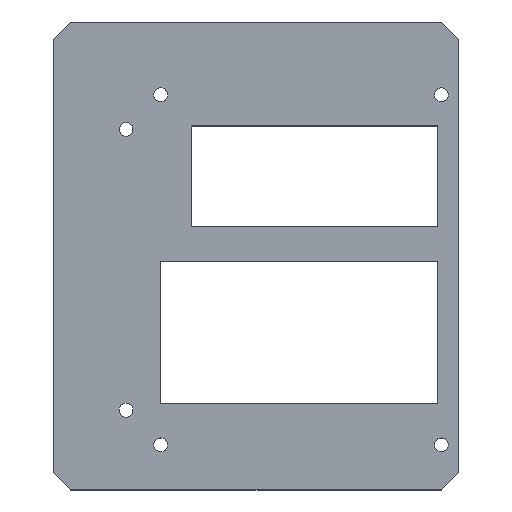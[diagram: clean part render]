
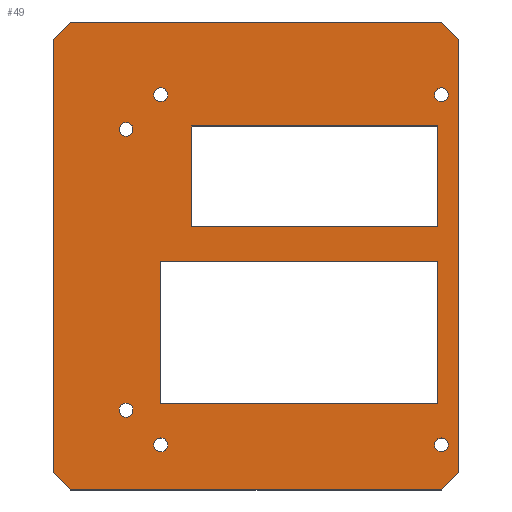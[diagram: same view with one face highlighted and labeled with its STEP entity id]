
A CAD part, top view. The second image highlights one B-rep face of the part: STEP entity #49.
In plain terms, the highlighted planar face has unit normal (0, 0, 1).
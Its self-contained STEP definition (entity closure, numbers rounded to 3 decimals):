
#49=ADVANCED_FACE('',(#95,#97,#99,#101,#103,#105,#107,#109,#111),#113,.T.);
#95=FACE_BOUND('',#96,.T.);
#96=EDGE_LOOP('',(#306,#307,#308,#309,#310,#311,#312,#313));
#97=FACE_BOUND('',#98,.T.);
#98=EDGE_LOOP('',(#314,#315,#316,#317));
#99=FACE_BOUND('',#100,.T.);
#100=EDGE_LOOP('',(#318));
#101=FACE_BOUND('',#102,.T.);
#102=EDGE_LOOP('',(#319));
#103=FACE_BOUND('',#104,.T.);
#104=EDGE_LOOP('',(#320));
#105=FACE_BOUND('',#106,.T.);
#106=EDGE_LOOP('',(#321));
#107=FACE_BOUND('',#108,.T.);
#108=EDGE_LOOP('',(#322));
#109=FACE_BOUND('',#110,.T.);
#110=EDGE_LOOP('',(#323));
#111=FACE_BOUND('',#112,.T.);
#112=EDGE_LOOP('',(#324,#325,#326,#327));
#113=PLANE('',#114);
#114=AXIS2_PLACEMENT_3D('',#115,#116,#117);
#115=CARTESIAN_POINT('',(0.,0.,3.));
#116=DIRECTION('',(0.,0.,1.));
#117=DIRECTION('',(-1.,0.,0.));
#306=ORIENTED_EDGE('',*,*,#426,.F.);
#307=ORIENTED_EDGE('',*,*,#427,.T.);
#308=ORIENTED_EDGE('',*,*,#428,.F.);
#309=ORIENTED_EDGE('',*,*,#429,.T.);
#310=ORIENTED_EDGE('',*,*,#430,.F.);
#311=ORIENTED_EDGE('',*,*,#431,.T.);
#312=ORIENTED_EDGE('',*,*,#432,.F.);
#313=ORIENTED_EDGE('',*,*,#433,.T.);
#314=ORIENTED_EDGE('',*,*,#434,.T.);
#315=ORIENTED_EDGE('',*,*,#435,.T.);
#316=ORIENTED_EDGE('',*,*,#436,.T.);
#317=ORIENTED_EDGE('',*,*,#437,.T.);
#318=ORIENTED_EDGE('',*,*,#438,.T.);
#319=ORIENTED_EDGE('',*,*,#439,.T.);
#320=ORIENTED_EDGE('',*,*,#440,.T.);
#321=ORIENTED_EDGE('',*,*,#441,.T.);
#322=ORIENTED_EDGE('',*,*,#442,.T.);
#323=ORIENTED_EDGE('',*,*,#443,.T.);
#324=ORIENTED_EDGE('',*,*,#444,.T.);
#325=ORIENTED_EDGE('',*,*,#445,.T.);
#326=ORIENTED_EDGE('',*,*,#446,.T.);
#327=ORIENTED_EDGE('',*,*,#447,.T.);
#426=EDGE_CURVE('',#508,#509,#510,.F.);
#427=EDGE_CURVE('',#508,#511,#512,.T.);
#428=EDGE_CURVE('',#513,#511,#514,.F.);
#429=EDGE_CURVE('',#513,#515,#516,.T.);
#430=EDGE_CURVE('',#517,#515,#518,.F.);
#431=EDGE_CURVE('',#517,#519,#520,.T.);
#432=EDGE_CURVE('',#521,#519,#522,.F.);
#433=EDGE_CURVE('',#521,#509,#523,.T.);
#434=EDGE_CURVE('',#524,#525,#526,.F.);
#435=EDGE_CURVE('',#525,#527,#528,.F.);
#436=EDGE_CURVE('',#527,#529,#530,.F.);
#437=EDGE_CURVE('',#529,#524,#531,.F.);
#438=EDGE_CURVE('',#532,#532,#533,.F.);
#439=EDGE_CURVE('',#534,#534,#535,.F.);
#440=EDGE_CURVE('',#536,#536,#537,.F.);
#441=EDGE_CURVE('',#538,#538,#539,.F.);
#442=EDGE_CURVE('',#540,#540,#541,.F.);
#443=EDGE_CURVE('',#542,#542,#543,.F.);
#444=EDGE_CURVE('',#544,#545,#546,.F.);
#445=EDGE_CURVE('',#545,#547,#548,.F.);
#446=EDGE_CURVE('',#547,#549,#550,.F.);
#447=EDGE_CURVE('',#549,#544,#551,.F.);
#508=VERTEX_POINT('',#662);
#509=VERTEX_POINT('',#663);
#510=LINE('',#664,#665);
#511=VERTEX_POINT('',#667);
#512=LINE('',#668,#669);
#513=VERTEX_POINT('',#671);
#514=LINE('',#672,#673);
#515=VERTEX_POINT('',#675);
#516=LINE('',#676,#677);
#517=VERTEX_POINT('',#679);
#518=LINE('',#680,#681);
#519=VERTEX_POINT('',#683);
#520=LINE('',#684,#685);
#521=VERTEX_POINT('',#687);
#522=LINE('',#688,#689);
#523=LINE('',#691,#692);
#524=VERTEX_POINT('',#694);
#525=VERTEX_POINT('',#695);
#526=LINE('',#696,#697);
#527=VERTEX_POINT('',#699);
#528=LINE('',#700,#701);
#529=VERTEX_POINT('',#703);
#530=LINE('',#704,#705);
#531=LINE('',#707,#708);
#532=VERTEX_POINT('',#710);
#533=CIRCLE('',#711,2.);
#534=VERTEX_POINT('',#715);
#535=CIRCLE('',#716,2.);
#536=VERTEX_POINT('',#720);
#537=CIRCLE('',#721,2.);
#538=VERTEX_POINT('',#725);
#539=CIRCLE('',#726,2.);
#540=VERTEX_POINT('',#730);
#541=CIRCLE('',#731,2.);
#542=VERTEX_POINT('',#735);
#543=CIRCLE('',#736,2.);
#544=VERTEX_POINT('',#740);
#545=VERTEX_POINT('',#741);
#546=LINE('',#742,#743);
#547=VERTEX_POINT('',#745);
#548=LINE('',#746,#747);
#549=VERTEX_POINT('',#749);
#550=LINE('',#750,#751);
#551=LINE('',#753,#754);
#662=CARTESIAN_POINT('',(-53.5,-67.5,3.));
#663=CARTESIAN_POINT('',(-58.5,-62.5,3.));
#664=CARTESIAN_POINT('',(-58.5,-62.5,3.));
#665=VECTOR('',#666,1.);
#666=DIRECTION('',(0.707,-0.707,0.));
#667=CARTESIAN_POINT('',(53.5,-67.5,3.));
#668=CARTESIAN_POINT('',(-53.5,-67.5,3.));
#669=VECTOR('',#670,1.);
#670=DIRECTION('',(1.,0.,0.));
#671=CARTESIAN_POINT('',(58.5,-62.5,3.));
#672=CARTESIAN_POINT('',(53.5,-67.5,3.));
#673=VECTOR('',#674,1.);
#674=DIRECTION('',(0.707,0.707,0.));
#675=CARTESIAN_POINT('',(58.5,62.5,3.));
#676=CARTESIAN_POINT('',(58.5,-62.5,3.));
#677=VECTOR('',#678,1.);
#678=DIRECTION('',(0.,1.,0.));
#679=CARTESIAN_POINT('',(53.5,67.5,3.));
#680=CARTESIAN_POINT('',(58.5,62.5,3.));
#681=VECTOR('',#682,1.);
#682=DIRECTION('',(-0.707,0.707,0.));
#683=CARTESIAN_POINT('',(-53.5,67.5,3.));
#684=CARTESIAN_POINT('',(53.5,67.5,3.));
#685=VECTOR('',#686,1.);
#686=DIRECTION('',(-1.,0.,0.));
#687=CARTESIAN_POINT('',(-58.5,62.5,3.));
#688=CARTESIAN_POINT('',(-53.5,67.5,3.));
#689=VECTOR('',#690,1.);
#690=DIRECTION('',(-0.707,-0.707,0.));
#691=CARTESIAN_POINT('',(-58.5,62.5,3.));
#692=VECTOR('',#693,1.);
#693=DIRECTION('',(0.,-1.,0.));
#694=CARTESIAN_POINT('',(-18.5,8.5,3.));
#695=CARTESIAN_POINT('',(-18.5,37.5,3.));
#696=CARTESIAN_POINT('',(-18.5,37.5,3.));
#697=VECTOR('',#698,1.);
#698=DIRECTION('',(0.,-1.,0.));
#699=CARTESIAN_POINT('',(52.5,37.5,3.));
#700=CARTESIAN_POINT('',(52.5,37.5,3.));
#701=VECTOR('',#702,1.);
#702=DIRECTION('',(-1.,0.,0.));
#703=CARTESIAN_POINT('',(52.5,8.5,3.));
#704=CARTESIAN_POINT('',(52.5,8.5,3.));
#705=VECTOR('',#706,1.);
#706=DIRECTION('',(0.,1.,0.));
#707=CARTESIAN_POINT('',(-18.5,8.5,3.));
#708=VECTOR('',#709,1.);
#709=DIRECTION('',(1.,0.,0.));
#710=CARTESIAN_POINT('',(51.5,46.5,3.));
#711=AXIS2_PLACEMENT_3D('',#712,#713,#714);
#712=CARTESIAN_POINT('',(53.5,46.5,3.));
#713=DIRECTION('',(0.,0.,1.));
#714=DIRECTION('',(-1.,0.,0.));
#715=CARTESIAN_POINT('',(-29.5,46.5,3.));
#716=AXIS2_PLACEMENT_3D('',#717,#718,#719);
#717=CARTESIAN_POINT('',(-27.5,46.5,3.));
#718=DIRECTION('',(0.,0.,1.));
#719=DIRECTION('',(-1.,0.,0.));
#720=CARTESIAN_POINT('',(51.5,-54.5,3.));
#721=AXIS2_PLACEMENT_3D('',#722,#723,#724);
#722=CARTESIAN_POINT('',(53.5,-54.5,3.));
#723=DIRECTION('',(0.,0.,1.));
#724=DIRECTION('',(-1.,0.,0.));
#725=CARTESIAN_POINT('',(-29.5,-54.5,3.));
#726=AXIS2_PLACEMENT_3D('',#727,#728,#729);
#727=CARTESIAN_POINT('',(-27.5,-54.5,3.));
#728=DIRECTION('',(0.,0.,1.));
#729=DIRECTION('',(-1.,0.,0.));
#730=CARTESIAN_POINT('',(-39.5,-44.5,3.));
#731=AXIS2_PLACEMENT_3D('',#732,#733,#734);
#732=CARTESIAN_POINT('',(-37.5,-44.5,3.));
#733=DIRECTION('',(0.,0.,1.));
#734=DIRECTION('',(-1.,0.,0.));
#735=CARTESIAN_POINT('',(-39.5,36.5,3.));
#736=AXIS2_PLACEMENT_3D('',#737,#738,#739);
#737=CARTESIAN_POINT('',(-37.5,36.5,3.));
#738=DIRECTION('',(0.,0.,1.));
#739=DIRECTION('',(-1.,0.,0.));
#740=CARTESIAN_POINT('',(-27.5,-42.5,3.));
#741=CARTESIAN_POINT('',(-27.5,-1.5,3.));
#742=CARTESIAN_POINT('',(-27.5,-1.5,3.));
#743=VECTOR('',#744,1.);
#744=DIRECTION('',(0.,-1.,0.));
#745=CARTESIAN_POINT('',(52.5,-1.5,3.));
#746=CARTESIAN_POINT('',(52.5,-1.5,3.));
#747=VECTOR('',#748,1.);
#748=DIRECTION('',(-1.,0.,0.));
#749=CARTESIAN_POINT('',(52.5,-42.5,3.));
#750=CARTESIAN_POINT('',(52.5,-42.5,3.));
#751=VECTOR('',#752,1.);
#752=DIRECTION('',(0.,1.,0.));
#753=CARTESIAN_POINT('',(-27.5,-42.5,3.));
#754=VECTOR('',#755,1.);
#755=DIRECTION('',(1.,0.,0.));
